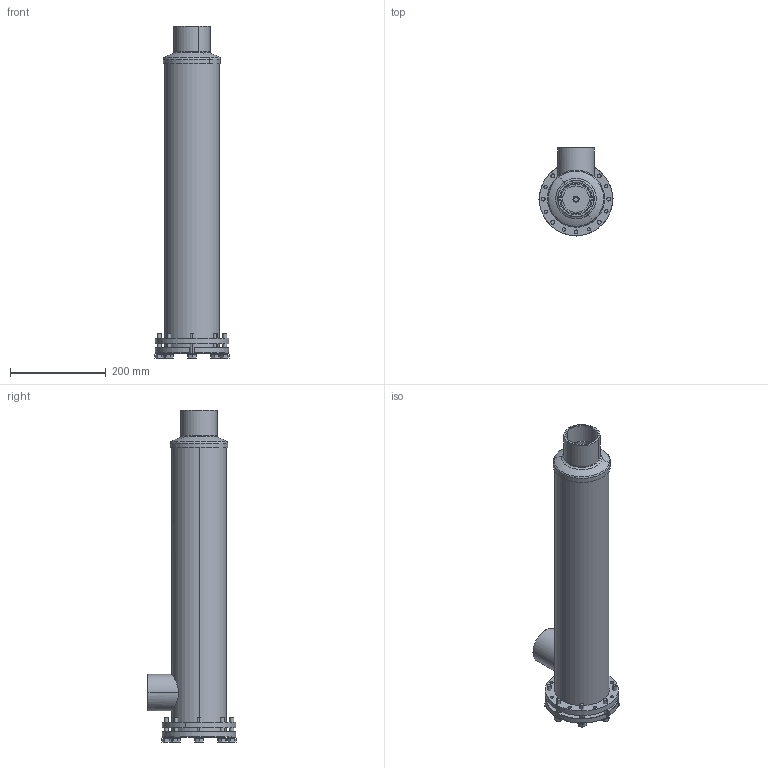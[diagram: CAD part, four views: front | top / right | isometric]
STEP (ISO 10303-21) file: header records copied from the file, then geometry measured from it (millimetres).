
FILE_DESCRIPTION (( 'STEP AP203' ), '1' );
FILE_NAME ('999-2056-19221G-839補孲徹薦肭.STEP', '2023-03-21T02:08:45', ( 'Windows 蚚誧' ), ( 'Microsoft' ), 'SwSTEP 2.0', 'SolidWorks 2018', '' );
FILE_SCHEMA (( 'CONFIG_CONTROL_DESIGN' ));
Length unit declared in the file: millimetre
Products named in the file (12): 160-1142534-072傷裔; 311-1144015特氟龙垫圈; 121-11430605-966芠极; 180-6130845B不锈钢外六角螺栓（M8）; 320-1531208-000法兰圈（M8）; 251-61422; 189-1514-008B不锈钢平垫片（M8）; 204-1221-08不锈钢弹簧垫圈; 110-215457-000沺諉奪; 110-215065-057沺諉奪; 999-2056-19221G-839補孲徹薦肭; 330-1531209-000BN楊擘啣
Assembly tree (32 placements, depth 2):
  999-2056-19221G-839補孲徹薦肭
    160-1142534-072傷裔
    121-11430605-966芠极
    320-1531208-000法兰圈（M8）
    330-1531209-000BN楊擘啣
    311-1144015特氟龙垫圈
    180-6130845B不锈钢外六角螺栓（M8）  x8
    251-61422
    189-1514-008B不锈钢平垫片（M8）  x8
    204-1221-08不锈钢弹簧垫圈  x8
    110-215457-000沺諉奪
    110-215065-057沺諉奪
Bounding box: 155.28 x 184.84 x 693.25 mm (x, y, z)
Volume: 1101412.1 mm3; surface area: 597718.6 mm2
Topology: 32 solids, 32 shells, 477 faces, 1050 edges, 651 vertices
Faces by surface type: cylinder 175, plane 156, cone 134, torus 12
Entity records: 9102 total; most frequent: CARTESIAN_POINT 1803, DIRECTION 1275, ORIENTED_EDGE 1036, AXIS2_PLACEMENT_3D 538, EDGE_CURVE 518, VERTEX_POINT 315, EDGE_LOOP 287, CIRCLE 271
